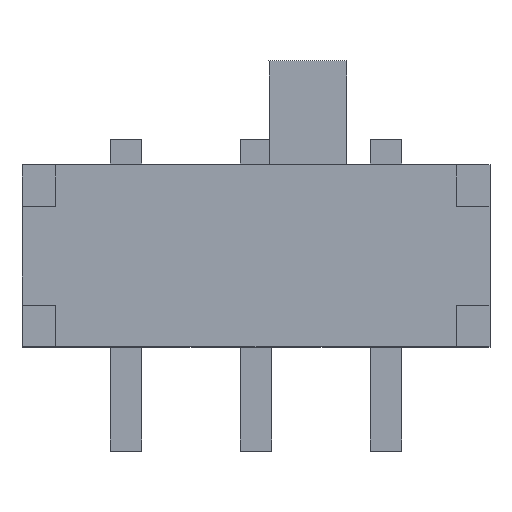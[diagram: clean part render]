
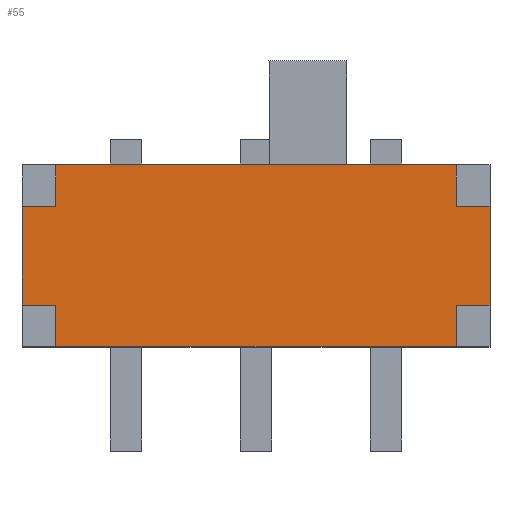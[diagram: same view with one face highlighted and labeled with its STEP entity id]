
A CAD part, top view. The second image highlights one B-rep face of the part: STEP entity #55.
In plain terms, the highlighted face is planar.
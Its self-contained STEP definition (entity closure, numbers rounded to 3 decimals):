
#26 = EDGE_LOOP ( 'NONE', ( #211, #214, #217, #222, #225, #227, #39, #42, #45, #48, #51, #230 ) ) ;
#39 = ORIENTED_EDGE ( 'NONE', *, *, #40, .T. ) ;
#40 = EDGE_CURVE ( 'NONE', #124, #41, #1243, .T. ) ;
#41 = VERTEX_POINT ( 'NONE', #1239 ) ;
#42 = ORIENTED_EDGE ( 'NONE', *, *, #43, .T. ) ;
#43 = EDGE_CURVE ( 'NONE', #41, #44, #1238, .T. ) ;
#44 = VERTEX_POINT ( 'NONE', #1234 ) ;
#45 = ORIENTED_EDGE ( 'NONE', *, *, #46, .T. ) ;
#46 = EDGE_CURVE ( 'NONE', #44, #47, #1195, .T. ) ;
#47 = VERTEX_POINT ( 'NONE', #1191 ) ;
#48 = ORIENTED_EDGE ( 'NONE', *, *, #49, .F. ) ;
#49 = EDGE_CURVE ( 'NONE', #50, #47, #1190, .T. ) ;
#50 = VERTEX_POINT ( 'NONE', #1186 ) ;
#51 = ORIENTED_EDGE ( 'NONE', *, *, #52, .F. ) ;
#52 = EDGE_CURVE ( 'NONE', #175, #50, #1185, .T. ) ;
#55 = ADVANCED_FACE ( 'NONE', ( #1176 ), #1410, .T. ) ;
#120 = VERTEX_POINT ( 'NONE', #1556 ) ;
#124 = VERTEX_POINT ( 'NONE', #1551 ) ;
#126 = EDGE_CURVE ( 'NONE', #120, #124, #1548, .T. ) ;
#172 = VERTEX_POINT ( 'NONE', #1924 ) ;
#174 = EDGE_CURVE ( 'NONE', #175, #172, #1923, .T. ) ;
#175 = VERTEX_POINT ( 'NONE', #1919 ) ;
#211 = ORIENTED_EDGE ( 'NONE', *, *, #212, .T. ) ;
#212 = EDGE_CURVE ( 'NONE', #172, #213, #1872, .T. ) ;
#213 = VERTEX_POINT ( 'NONE', #1868 ) ;
#214 = ORIENTED_EDGE ( 'NONE', *, *, #215, .T. ) ;
#215 = EDGE_CURVE ( 'NONE', #213, #216, #1867, .T. ) ;
#216 = VERTEX_POINT ( 'NONE', #1863 ) ;
#217 = ORIENTED_EDGE ( 'NONE', *, *, #218, .T. ) ;
#218 = EDGE_CURVE ( 'NONE', #216, #219, #1862, .T. ) ;
#219 = VERTEX_POINT ( 'NONE', #1858 ) ;
#222 = ORIENTED_EDGE ( 'NONE', *, *, #223, .F. ) ;
#223 = EDGE_CURVE ( 'NONE', #224, #219, #1857, .T. ) ;
#224 = VERTEX_POINT ( 'NONE', #1853 ) ;
#225 = ORIENTED_EDGE ( 'NONE', *, *, #226, .F. ) ;
#226 = EDGE_CURVE ( 'NONE', #120, #224, #1852, .T. ) ;
#227 = ORIENTED_EDGE ( 'NONE', *, *, #126, .T. ) ;
#230 = ORIENTED_EDGE ( 'NONE', *, *, #174, .T. ) ;
#1176 = FACE_OUTER_BOUND ( 'NONE', #26, .T. ) ;
#1182 = DIRECTION ( 'NONE',  ( 0., 0., -1. ) ) ;
#1183 = VECTOR ( 'NONE', #1182, 1000. ) ;
#1184 = CARTESIAN_POINT ( 'NONE',  ( -3.85, 3.2, -1.75 ) ) ;
#1185 = LINE ( 'NONE', #1184, #1183 ) ;
#1186 = CARTESIAN_POINT ( 'NONE',  ( -3.85, 3.2, 0.95 ) ) ;
#1187 = DIRECTION ( 'NONE',  ( -1., 0., 0. ) ) ;
#1188 = VECTOR ( 'NONE', #1187, 1000. ) ;
#1189 = CARTESIAN_POINT ( 'NONE',  ( -4.5, 3.2, 0.95 ) ) ;
#1190 = LINE ( 'NONE', #1189, #1188 ) ;
#1191 = CARTESIAN_POINT ( 'NONE',  ( -4.5, 3.2, 0.95 ) ) ;
#1192 = DIRECTION ( 'NONE',  ( 0., 0., 1. ) ) ;
#1193 = VECTOR ( 'NONE', #1192, 1000. ) ;
#1194 = CARTESIAN_POINT ( 'NONE',  ( -4.5, 3.2, 0. ) ) ;
#1195 = LINE ( 'NONE', #1194, #1193 ) ;
#1234 = CARTESIAN_POINT ( 'NONE',  ( -4.5, 3.2, -0.95 ) ) ;
#1235 = DIRECTION ( 'NONE',  ( -1., 0., 0. ) ) ;
#1236 = VECTOR ( 'NONE', #1235, 1000. ) ;
#1237 = CARTESIAN_POINT ( 'NONE',  ( -4.5, 3.2, -0.95 ) ) ;
#1238 = LINE ( 'NONE', #1237, #1236 ) ;
#1239 = CARTESIAN_POINT ( 'NONE',  ( -3.85, 3.2, -0.95 ) ) ;
#1240 = DIRECTION ( 'NONE',  ( 0., 0., 1. ) ) ;
#1241 = VECTOR ( 'NONE', #1240, 1000. ) ;
#1242 = CARTESIAN_POINT ( 'NONE',  ( -3.85, 3.2, -1.75 ) ) ;
#1243 = LINE ( 'NONE', #1242, #1241 ) ;
#1406 = DIRECTION ( 'NONE',  ( 0., 0., 1. ) ) ;
#1407 = DIRECTION ( 'NONE',  ( 0., 1., 0. ) ) ;
#1408 = CARTESIAN_POINT ( 'NONE',  ( -4.5, 3.2, -1.75 ) ) ;
#1409 = AXIS2_PLACEMENT_3D ( 'NONE', #1408, #1407, #1406 ) ;
#1410 = PLANE ( 'NONE',  #1409 ) ;
#1545 = DIRECTION ( 'NONE',  ( -1., 0., 0. ) ) ;
#1546 = VECTOR ( 'NONE', #1545, 1000. ) ;
#1547 = CARTESIAN_POINT ( 'NONE',  ( 0., 3.2, -1.75 ) ) ;
#1548 = LINE ( 'NONE', #1547, #1546 ) ;
#1551 = CARTESIAN_POINT ( 'NONE',  ( -3.85, 3.2, -1.75 ) ) ;
#1556 = CARTESIAN_POINT ( 'NONE',  ( 3.85, 3.2, -1.75 ) ) ;
#1849 = DIRECTION ( 'NONE',  ( 0., 0., 1. ) ) ;
#1850 = VECTOR ( 'NONE', #1849, 1000. ) ;
#1851 = CARTESIAN_POINT ( 'NONE',  ( 3.85, 3.2, -1.75 ) ) ;
#1852 = LINE ( 'NONE', #1851, #1850 ) ;
#1853 = CARTESIAN_POINT ( 'NONE',  ( 3.85, 3.2, -0.95 ) ) ;
#1854 = DIRECTION ( 'NONE',  ( 1., 0., 0. ) ) ;
#1855 = VECTOR ( 'NONE', #1854, 1000. ) ;
#1856 = CARTESIAN_POINT ( 'NONE',  ( -4.5, 3.2, -0.95 ) ) ;
#1857 = LINE ( 'NONE', #1856, #1855 ) ;
#1858 = CARTESIAN_POINT ( 'NONE',  ( 4.5, 3.2, -0.95 ) ) ;
#1859 = DIRECTION ( 'NONE',  ( 0., 0., -1. ) ) ;
#1860 = VECTOR ( 'NONE', #1859, 1000. ) ;
#1861 = CARTESIAN_POINT ( 'NONE',  ( 4.5, 3.2, 0. ) ) ;
#1862 = LINE ( 'NONE', #1861, #1860 ) ;
#1863 = CARTESIAN_POINT ( 'NONE',  ( 4.5, 3.2, 0.95 ) ) ;
#1864 = DIRECTION ( 'NONE',  ( 1., 0., 0. ) ) ;
#1865 = VECTOR ( 'NONE', #1864, 1000. ) ;
#1866 = CARTESIAN_POINT ( 'NONE',  ( -4.5, 3.2, 0.95 ) ) ;
#1867 = LINE ( 'NONE', #1866, #1865 ) ;
#1868 = CARTESIAN_POINT ( 'NONE',  ( 3.85, 3.2, 0.95 ) ) ;
#1869 = DIRECTION ( 'NONE',  ( 0., 0., -1. ) ) ;
#1870 = VECTOR ( 'NONE', #1869, 1000. ) ;
#1871 = CARTESIAN_POINT ( 'NONE',  ( 3.85, 3.2, -1.75 ) ) ;
#1872 = LINE ( 'NONE', #1871, #1870 ) ;
#1919 = CARTESIAN_POINT ( 'NONE',  ( -3.85, 3.2, 1.75 ) ) ;
#1920 = DIRECTION ( 'NONE',  ( 1., 0., 0. ) ) ;
#1921 = VECTOR ( 'NONE', #1920, 1000. ) ;
#1922 = CARTESIAN_POINT ( 'NONE',  ( 0., 3.2, 1.75 ) ) ;
#1923 = LINE ( 'NONE', #1922, #1921 ) ;
#1924 = CARTESIAN_POINT ( 'NONE',  ( 3.85, 3.2, 1.75 ) ) ;
